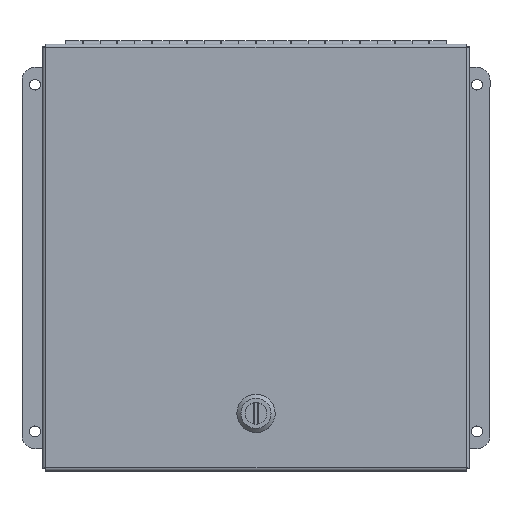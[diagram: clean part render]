
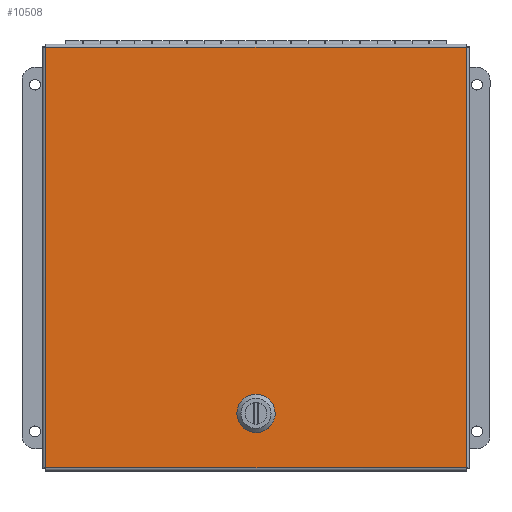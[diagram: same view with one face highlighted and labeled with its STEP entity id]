
A CAD part, top view. The second image highlights one B-rep face of the part: STEP entity #10508.
In plain terms, the highlighted planar face has unit normal (0, 0, 1).
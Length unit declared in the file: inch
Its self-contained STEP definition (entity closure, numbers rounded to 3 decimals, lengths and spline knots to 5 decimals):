
#381 = EDGE_CURVE ( 'NONE', #22349, #12989, #37787, .T. ) ;
#956 = LINE ( 'NONE', #1867, #17045 ) ;
#1770 = ORIENTED_EDGE ( 'NONE', *, *, #3266, .T. ) ;
#1867 = CARTESIAN_POINT ( 'NONE',  ( -1.6, -6.28774, 3.3425 ) ) ;
#2754 = VERTEX_POINT ( 'NONE', #5255 ) ;
#3140 = EDGE_CURVE ( 'NONE', #24492, #2754, #11712, .T. ) ;
#3179 = CARTESIAN_POINT ( 'NONE',  ( -1.6, -6.70006, 3.3425 ) ) ;
#3266 = EDGE_CURVE ( 'NONE', #21910, #24135, #3294, .T. ) ;
#3294 = LINE ( 'NONE', #11486, #29822 ) ;
#3868 = EDGE_CURVE ( 'NONE', #40657, #8413, #37474, .T. ) ;
#4744 = AXIS2_PLACEMENT_3D ( 'NONE', #13789, #13329, #16961 ) ;
#4827 = EDGE_CURVE ( 'NONE', #28382, #21910, #41988, .T. ) ;
#5255 = CARTESIAN_POINT ( 'NONE',  ( -2.20616, -6.8939, 3.3425 ) ) ;
#5825 = ORIENTED_EDGE ( 'NONE', *, *, #23727, .F. ) ;
#6061 = DIRECTION ( 'NONE',  ( 0., -1., 0. ) ) ;
#6202 = CARTESIAN_POINT ( 'NONE',  ( -2., 4.06285, 3.3425 ) ) ;
#7034 = CIRCLE ( 'NONE', #25566, 0.45 ) ;
#7126 = EDGE_CURVE ( 'NONE', #16536, #28382, #11827, .T. ) ;
#7625 = VECTOR ( 'NONE', #28510, 39.37008 ) ;
#7732 = DIRECTION ( 'NONE',  ( 0., 1., 0. ) ) ;
#7796 = ORIENTED_EDGE ( 'NONE', *, *, #30814, .F. ) ;
#8413 = VERTEX_POINT ( 'NONE', #22538 ) ;
#9580 = VECTOR ( 'NONE', #10756, 39.37008 ) ;
#9600 = PLANE ( 'NONE',  #19580 ) ;
#10508 = ADVANCED_FACE ( 'NONE', ( #37267, #21212 ), #9600, .F. ) ;
#10756 = DIRECTION ( 'NONE',  ( -1., 0., 0. ) ) ;
#10790 = CARTESIAN_POINT ( 'NONE',  ( -1.79384, -6.8939, 3.3425 ) ) ;
#10936 = EDGE_CURVE ( 'NONE', #39611, #15016, #956, .T. ) ;
#11486 = CARTESIAN_POINT ( 'NONE',  ( -2.20616, -6.0939, 3.3425 ) ) ;
#11712 = LINE ( 'NONE', #13824, #9580 ) ;
#11827 = LINE ( 'NONE', #21836, #7625 ) ;
#12436 = CARTESIAN_POINT ( 'NONE',  ( -2.4, -6.28774, 3.3425 ) ) ;
#12792 = ORIENTED_EDGE ( 'NONE', *, *, #3140, .T. ) ;
#12953 = DIRECTION ( 'NONE',  ( 0., -1., 0. ) ) ;
#12989 = VERTEX_POINT ( 'NONE', #17827 ) ;
#13092 = ORIENTED_EDGE ( 'NONE', *, *, #29408, .T. ) ;
#13329 = DIRECTION ( 'NONE',  ( 0., 0., -1. ) ) ;
#13557 = LINE ( 'NONE', #40906, #35382 ) ;
#13789 = CARTESIAN_POINT ( 'NONE',  ( -2., -6.4939, 3.3425 ) ) ;
#13824 = CARTESIAN_POINT ( 'NONE',  ( -1.79384, -6.8939, 3.3425 ) ) ;
#15016 = VERTEX_POINT ( 'NONE', #3179 ) ;
#15588 = VECTOR ( 'NONE', #22783, 39.37008 ) ;
#16536 = VERTEX_POINT ( 'NONE', #39975 ) ;
#16961 = DIRECTION ( 'NONE',  ( 0., -1., 0. ) ) ;
#17045 = VECTOR ( 'NONE', #41812, 39.37008 ) ;
#17221 = EDGE_CURVE ( 'NONE', #15016, #24492, #17376, .T. ) ;
#17376 = CIRCLE ( 'NONE', #41581, 0.45 ) ;
#17827 = CARTESIAN_POINT ( 'NONE',  ( -8.06175, 4.06285, 3.3425 ) ) ;
#18038 = ORIENTED_EDGE ( 'NONE', *, *, #10936, .T. ) ;
#19580 = AXIS2_PLACEMENT_3D ( 'NONE', #29221, #32806, #12953 ) ;
#19682 = CARTESIAN_POINT ( 'NONE',  ( -1.6, -6.28774, 3.3425 ) ) ;
#20152 = VECTOR ( 'NONE', #7732, 39.37008 ) ;
#20298 = CARTESIAN_POINT ( 'NONE',  ( 4.06175, 4.06285, 3.3425 ) ) ;
#20538 = ORIENTED_EDGE ( 'NONE', *, *, #381, .F. ) ;
#21050 = ORIENTED_EDGE ( 'NONE', *, *, #7126, .T. ) ;
#21212 = FACE_OUTER_BOUND ( 'NONE', #37393, .T. ) ;
#21836 = CARTESIAN_POINT ( 'NONE',  ( -2.4, -6.70006, 3.3425 ) ) ;
#21910 = VERTEX_POINT ( 'NONE', #28898 ) ;
#22349 = VERTEX_POINT ( 'NONE', #29514 ) ;
#22538 = CARTESIAN_POINT ( 'NONE',  ( 4.06175, -8.06065, 3.3425 ) ) ;
#22783 = DIRECTION ( 'NONE',  ( 1., 0., 0. ) ) ;
#23545 = ORIENTED_EDGE ( 'NONE', *, *, #4827, .T. ) ;
#23727 = EDGE_CURVE ( 'NONE', #8413, #22349, #13557, .T. ) ;
#23935 = CARTESIAN_POINT ( 'NONE',  ( -2., -6.4939, 3.3425 ) ) ;
#24135 = VERTEX_POINT ( 'NONE', #39782 ) ;
#24492 = VERTEX_POINT ( 'NONE', #10790 ) ;
#25566 = AXIS2_PLACEMENT_3D ( 'NONE', #32841, #35733, #42864 ) ;
#27286 = DIRECTION ( 'NONE',  ( 0., 0., -1. ) ) ;
#27797 = CARTESIAN_POINT ( 'NONE',  ( -2., -6.4939, 3.3425 ) ) ;
#28382 = VERTEX_POINT ( 'NONE', #12436 ) ;
#28510 = DIRECTION ( 'NONE',  ( 0., 1., 0. ) ) ;
#28582 = LINE ( 'NONE', #6202, #15588 ) ;
#28898 = CARTESIAN_POINT ( 'NONE',  ( -2.20616, -6.0939, 3.3425 ) ) ;
#29221 = CARTESIAN_POINT ( 'NONE',  ( -2., -1.9989, 3.3425 ) ) ;
#29408 = EDGE_CURVE ( 'NONE', #2754, #16536, #42559, .T. ) ;
#29514 = CARTESIAN_POINT ( 'NONE',  ( -8.06175, -8.06065, 3.3425 ) ) ;
#29822 = VECTOR ( 'NONE', #37984, 39.37008 ) ;
#30706 = CARTESIAN_POINT ( 'NONE',  ( -8.06175, -1.9989, 3.3425 ) ) ;
#30814 = EDGE_CURVE ( 'NONE', #12989, #40657, #28582, .T. ) ;
#32799 = ORIENTED_EDGE ( 'NONE', *, *, #41975, .T. ) ;
#32806 = DIRECTION ( 'NONE',  ( 0., 0., -1. ) ) ;
#32841 = CARTESIAN_POINT ( 'NONE',  ( -2., -6.4939, 3.3425 ) ) ;
#33233 = AXIS2_PLACEMENT_3D ( 'NONE', #23935, #27286, #33345 ) ;
#33345 = DIRECTION ( 'NONE',  ( 0., -1., 0. ) ) ;
#34329 = DIRECTION ( 'NONE',  ( -1., 0., 0. ) ) ;
#34569 = DIRECTION ( 'NONE',  ( 0., 0., -1. ) ) ;
#35382 = VECTOR ( 'NONE', #34329, 39.37008 ) ;
#35553 = EDGE_LOOP ( 'NONE', ( #1770, #32799, #18038, #38557, #12792, #13092, #21050, #23545 ) ) ;
#35733 = DIRECTION ( 'NONE',  ( 0., 0., -1. ) ) ;
#36923 = VECTOR ( 'NONE', #6061, 39.37008 ) ;
#37267 = FACE_BOUND ( 'NONE', #35553, .T. ) ;
#37393 = EDGE_LOOP ( 'NONE', ( #38166, #7796, #20538, #5825 ) ) ;
#37474 = LINE ( 'NONE', #39134, #36923 ) ;
#37787 = LINE ( 'NONE', #30706, #20152 ) ;
#37984 = DIRECTION ( 'NONE',  ( 1., 0., 0. ) ) ;
#38166 = ORIENTED_EDGE ( 'NONE', *, *, #3868, .F. ) ;
#38186 = DIRECTION ( 'NONE',  ( 0., -1., 0. ) ) ;
#38557 = ORIENTED_EDGE ( 'NONE', *, *, #17221, .T. ) ;
#39134 = CARTESIAN_POINT ( 'NONE',  ( 4.06175, -1.9989, 3.3425 ) ) ;
#39611 = VERTEX_POINT ( 'NONE', #19682 ) ;
#39782 = CARTESIAN_POINT ( 'NONE',  ( -1.79384, -6.0939, 3.3425 ) ) ;
#39975 = CARTESIAN_POINT ( 'NONE',  ( -2.4, -6.70006, 3.3425 ) ) ;
#40657 = VERTEX_POINT ( 'NONE', #20298 ) ;
#40906 = CARTESIAN_POINT ( 'NONE',  ( -2., -8.06065, 3.3425 ) ) ;
#41581 = AXIS2_PLACEMENT_3D ( 'NONE', #27797, #34569, #38186 ) ;
#41812 = DIRECTION ( 'NONE',  ( 0., -1., 0. ) ) ;
#41975 = EDGE_CURVE ( 'NONE', #24135, #39611, #7034, .T. ) ;
#41988 = CIRCLE ( 'NONE', #4744, 0.45 ) ;
#42559 = CIRCLE ( 'NONE', #33233, 0.45 ) ;
#42864 = DIRECTION ( 'NONE',  ( 0., -1., 0. ) ) ;
